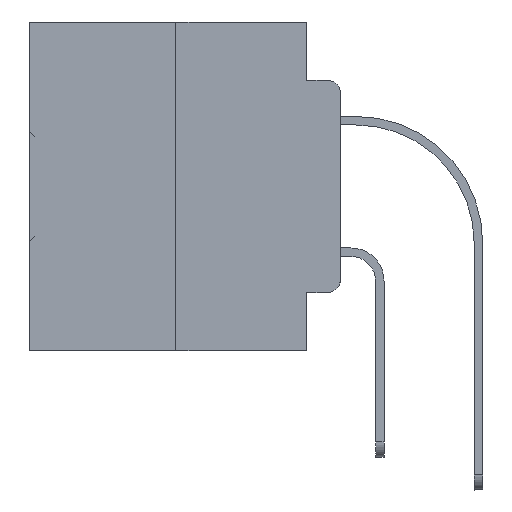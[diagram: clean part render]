
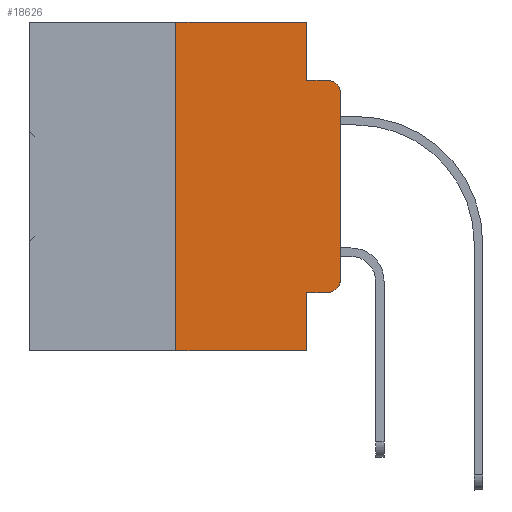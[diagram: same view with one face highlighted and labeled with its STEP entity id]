
A CAD part, left-side view. The second image highlights one B-rep face of the part: STEP entity #18626.
In plain terms, the highlighted planar face has unit normal (-1, 0, 0).
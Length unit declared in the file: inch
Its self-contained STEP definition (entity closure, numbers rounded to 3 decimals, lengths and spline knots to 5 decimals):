
#332 = VERTEX_POINT ( 'NONE', #22721 ) ;
#857 = DIRECTION ( 'NONE',  ( 0., 0., -1. ) ) ;
#1240 = CIRCLE ( 'NONE', #34814, 0.02 ) ;
#1520 = EDGE_CURVE ( 'NONE', #29486, #3099, #2648, .T. ) ;
#2336 = EDGE_CURVE ( 'NONE', #25618, #29486, #8127, .T. ) ;
#2648 = LINE ( 'NONE', #22899, #18761 ) ;
#3011 = LINE ( 'NONE', #36082, #24228 ) ;
#3099 = VERTEX_POINT ( 'NONE', #4430 ) ;
#4254 = CARTESIAN_POINT ( 'NONE',  ( 0., 0.02, -0.4115 ) ) ;
#4430 = CARTESIAN_POINT ( 'NONE',  ( 0., 0., -0.1085 ) ) ;
#4579 = DIRECTION ( 'NONE',  ( 0., -1., 0. ) ) ;
#4608 = CARTESIAN_POINT ( 'NONE',  ( 0., 0.051, 0. ) ) ;
#5328 = LINE ( 'NONE', #19926, #26193 ) ;
#5611 = VECTOR ( 'NONE', #6770, 39.37008 ) ;
#5704 = AXIS2_PLACEMENT_3D ( 'NONE', #19663, #19473, #31538 ) ;
#6461 = DIRECTION ( 'NONE',  ( 0., -1., 0. ) ) ;
#6770 = DIRECTION ( 'NONE',  ( 0., 0., -1. ) ) ;
#7230 = ORIENTED_EDGE ( 'NONE', *, *, #21770, .F. ) ;
#7574 = CARTESIAN_POINT ( 'NONE',  ( 0., 0.051, -0.4115 ) ) ;
#7852 = DIRECTION ( 'NONE',  ( 0., 0., -1. ) ) ;
#7884 = CARTESIAN_POINT ( 'NONE',  ( 0., 0., -0.3915 ) ) ;
#8119 = VECTOR ( 'NONE', #4579, 39.37008 ) ;
#8127 = CIRCLE ( 'NONE', #14315, 0.02 ) ;
#8540 = DIRECTION ( 'NONE',  ( 0., -1., 0. ) ) ;
#8598 = CARTESIAN_POINT ( 'NONE',  ( 0., 0.02, -0.3915 ) ) ;
#10539 = VERTEX_POINT ( 'NONE', #15081 ) ;
#10934 = VERTEX_POINT ( 'NONE', #17173 ) ;
#11177 = DIRECTION ( 'NONE',  ( 0., 0., 1. ) ) ;
#11274 = VECTOR ( 'NONE', #8540, 39.37008 ) ;
#11428 = VECTOR ( 'NONE', #6461, 39.37008 ) ;
#11852 = EDGE_CURVE ( 'NONE', #19095, #19018, #3011, .T. ) ;
#13358 = EDGE_CURVE ( 'NONE', #30398, #34268, #5328, .T. ) ;
#14315 = AXIS2_PLACEMENT_3D ( 'NONE', #8598, #19890, #7852 ) ;
#15081 = CARTESIAN_POINT ( 'NONE',  ( 0., 0.051, 0. ) ) ;
#16014 = ORIENTED_EDGE ( 'NONE', *, *, #21166, .T. ) ;
#17173 = CARTESIAN_POINT ( 'NONE',  ( 0., 0.02, -0.0885 ) ) ;
#17916 = CARTESIAN_POINT ( 'NONE',  ( 0., 0.473, 0. ) ) ;
#18626 = ADVANCED_FACE ( 'NONE', ( #31924 ), #34048, .F. ) ;
#18761 = VECTOR ( 'NONE', #35326, 39.37008 ) ;
#19018 = VERTEX_POINT ( 'NONE', #35293 ) ;
#19095 = VERTEX_POINT ( 'NONE', #7574 ) ;
#19160 = LINE ( 'NONE', #34538, #8119 ) ;
#19473 = DIRECTION ( 'NONE',  ( 1., 0., 0. ) ) ;
#19663 = CARTESIAN_POINT ( 'NONE',  ( 0., 0.473, 0. ) ) ;
#19890 = DIRECTION ( 'NONE',  ( -1., 0., 0. ) ) ;
#19926 = CARTESIAN_POINT ( 'NONE',  ( 0., 0.25, 0. ) ) ;
#20150 = ORIENTED_EDGE ( 'NONE', *, *, #13358, .F. ) ;
#21028 = EDGE_CURVE ( 'NONE', #332, #10934, #19160, .T. ) ;
#21166 = EDGE_CURVE ( 'NONE', #3099, #10934, #1240, .T. ) ;
#21246 = ORIENTED_EDGE ( 'NONE', *, *, #21028, .F. ) ;
#21742 = LINE ( 'NONE', #4608, #5611 ) ;
#21770 = EDGE_CURVE ( 'NONE', #34268, #10539, #33299, .T. ) ;
#22159 = ORIENTED_EDGE ( 'NONE', *, *, #25991, .F. ) ;
#22528 = CARTESIAN_POINT ( 'NONE',  ( 0., 0.25, -0.5 ) ) ;
#22721 = CARTESIAN_POINT ( 'NONE',  ( 0., 0.051, -0.0885 ) ) ;
#22849 = VECTOR ( 'NONE', #32909, 39.37008 ) ;
#22899 = CARTESIAN_POINT ( 'NONE',  ( 0., 0., 0. ) ) ;
#24228 = VECTOR ( 'NONE', #857, 39.37008 ) ;
#24340 = CARTESIAN_POINT ( 'NONE',  ( 0., 0.473, -0.5 ) ) ;
#25618 = VERTEX_POINT ( 'NONE', #4254 ) ;
#25991 = EDGE_CURVE ( 'NONE', #10539, #332, #21742, .T. ) ;
#26193 = VECTOR ( 'NONE', #11177, 39.37008 ) ;
#26970 = EDGE_CURVE ( 'NONE', #19095, #25618, #28967, .T. ) ;
#28370 = EDGE_CURVE ( 'NONE', #30398, #19018, #33089, .T. ) ;
#28967 = LINE ( 'NONE', #31895, #11274 ) ;
#29461 = CARTESIAN_POINT ( 'NONE',  ( 0., 0.02, -0.1085 ) ) ;
#29486 = VERTEX_POINT ( 'NONE', #7884 ) ;
#29771 = ORIENTED_EDGE ( 'NONE', *, *, #1520, .T. ) ;
#29880 = ORIENTED_EDGE ( 'NONE', *, *, #28370, .T. ) ;
#30398 = VERTEX_POINT ( 'NONE', #22528 ) ;
#30903 = EDGE_LOOP ( 'NONE', ( #29771, #16014, #21246, #22159, #7230, #20150, #29880, #33575, #31904, #33267 ) ) ;
#31538 = DIRECTION ( 'NONE',  ( 0., 0., -1. ) ) ;
#31829 = DIRECTION ( 'NONE',  ( 0., 0., -1. ) ) ;
#31895 = CARTESIAN_POINT ( 'NONE',  ( 0., 0.051, -0.4115 ) ) ;
#31904 = ORIENTED_EDGE ( 'NONE', *, *, #26970, .T. ) ;
#31924 = FACE_OUTER_BOUND ( 'NONE', #30903, .T. ) ;
#32582 = DIRECTION ( 'NONE',  ( -1., 0., 0. ) ) ;
#32909 = DIRECTION ( 'NONE',  ( 0., -1., 0. ) ) ;
#33089 = LINE ( 'NONE', #24340, #11428 ) ;
#33267 = ORIENTED_EDGE ( 'NONE', *, *, #2336, .T. ) ;
#33299 = LINE ( 'NONE', #17916, #22849 ) ;
#33575 = ORIENTED_EDGE ( 'NONE', *, *, #11852, .F. ) ;
#34029 = CARTESIAN_POINT ( 'NONE',  ( 0., 0.25, 0. ) ) ;
#34048 = PLANE ( 'NONE',  #5704 ) ;
#34268 = VERTEX_POINT ( 'NONE', #34029 ) ;
#34538 = CARTESIAN_POINT ( 'NONE',  ( 0., 0.051, -0.0885 ) ) ;
#34814 = AXIS2_PLACEMENT_3D ( 'NONE', #29461, #32582, #31829 ) ;
#35293 = CARTESIAN_POINT ( 'NONE',  ( 0., 0.051, -0.5 ) ) ;
#35326 = DIRECTION ( 'NONE',  ( 0., 0., 1. ) ) ;
#36082 = CARTESIAN_POINT ( 'NONE',  ( 0., 0.051, 0. ) ) ;
